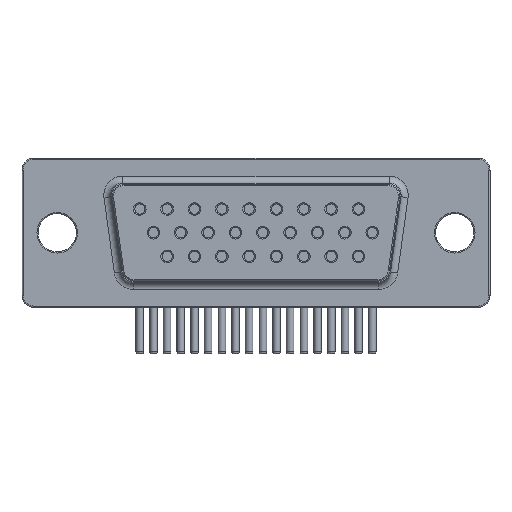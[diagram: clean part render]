
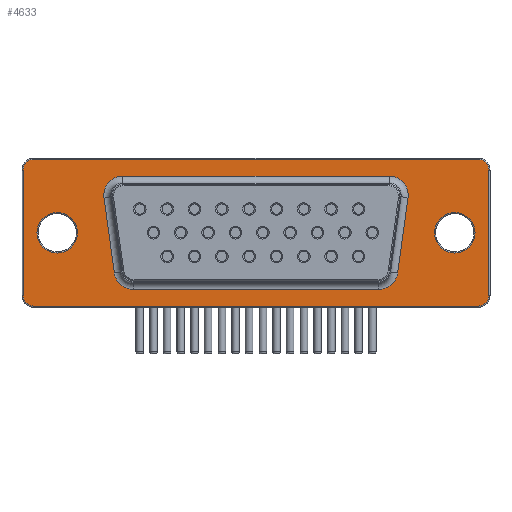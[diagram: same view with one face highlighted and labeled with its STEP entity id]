
A CAD part, front view. The second image highlights one B-rep face of the part: STEP entity #4633.
In plain terms, the highlighted planar face has unit normal (0, -1, 0).
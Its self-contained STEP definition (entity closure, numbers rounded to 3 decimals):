
#4382 = VERTEX_POINT('',#4383);
#4383 = CARTESIAN_POINT('',(10.013,-13.66,12.4));
#4390 = EDGE_CURVE('',#4382,#4391,#4393,.T.);
#4391 = VERTEX_POINT('',#4392);
#4392 = CARTESIAN_POINT('',(-27.188,-13.66,12.4));
#4393 = LINE('',#4394,#4395);
#4394 = CARTESIAN_POINT('',(10.013,-13.66,12.4));
#4395 = VECTOR('',#4396,1.);
#4396 = DIRECTION('',(-1.,0.,0.));
#4415 = VERTEX_POINT('',#4416);
#4416 = CARTESIAN_POINT('',(10.913,-13.66,11.5));
#4425 = EDGE_CURVE('',#4415,#4382,#4426,.T.);
#4426 = CIRCLE('',#4427,0.9);
#4427 = AXIS2_PLACEMENT_3D('',#4428,#4429,#4430);
#4428 = CARTESIAN_POINT('',(10.013,-13.66,11.5));
#4429 = DIRECTION('',(0.,-1.,0.));
#4430 = DIRECTION('',(1.,0.,0.));
#4443 = VERTEX_POINT('',#4444);
#4444 = CARTESIAN_POINT('',(-28.088,-13.66,11.5));
#4451 = EDGE_CURVE('',#4391,#4443,#4452,.T.);
#4452 = CIRCLE('',#4453,0.9);
#4453 = AXIS2_PLACEMENT_3D('',#4454,#4455,#4456);
#4454 = CARTESIAN_POINT('',(-27.188,-13.66,11.5));
#4455 = DIRECTION('',(0.,-1.,0.));
#4456 = DIRECTION('',(0.,0.,1.));
#4467 = VERTEX_POINT('',#4468);
#4468 = CARTESIAN_POINT('',(10.913,-13.66,1.));
#4475 = EDGE_CURVE('',#4467,#4415,#4476,.T.);
#4476 = LINE('',#4477,#4478);
#4477 = CARTESIAN_POINT('',(10.913,-13.66,1.));
#4478 = VECTOR('',#4479,1.);
#4479 = DIRECTION('',(0.,0.,1.));
#4492 = EDGE_CURVE('',#4443,#4493,#4495,.T.);
#4493 = VERTEX_POINT('',#4494);
#4494 = CARTESIAN_POINT('',(-28.088,-13.66,1.));
#4495 = LINE('',#4496,#4497);
#4496 = CARTESIAN_POINT('',(-28.088,-13.66,11.5));
#4497 = VECTOR('',#4498,1.);
#4498 = DIRECTION('',(0.,0.,-1.));
#4517 = VERTEX_POINT('',#4518);
#4518 = CARTESIAN_POINT('',(10.013,-13.66,0.1));
#4527 = EDGE_CURVE('',#4517,#4467,#4528,.T.);
#4528 = CIRCLE('',#4529,0.9);
#4529 = AXIS2_PLACEMENT_3D('',#4530,#4531,#4532);
#4530 = CARTESIAN_POINT('',(10.013,-13.66,1.));
#4531 = DIRECTION('',(0.,-1.,0.));
#4532 = DIRECTION('',(0.,0.,-1.));
#4545 = VERTEX_POINT('',#4546);
#4546 = CARTESIAN_POINT('',(-27.188,-13.66,0.1));
#4553 = EDGE_CURVE('',#4493,#4545,#4554,.T.);
#4554 = CIRCLE('',#4555,0.9);
#4555 = AXIS2_PLACEMENT_3D('',#4556,#4557,#4558);
#4556 = CARTESIAN_POINT('',(-27.188,-13.66,1.));
#4557 = DIRECTION('',(0.,-1.,0.));
#4558 = DIRECTION('',(-1.,0.,0.));
#4569 = EDGE_CURVE('',#4545,#4517,#4570,.T.);
#4570 = LINE('',#4571,#4572);
#4571 = CARTESIAN_POINT('',(-27.188,-13.66,0.1));
#4572 = VECTOR('',#4573,1.);
#4573 = DIRECTION('',(1.,0.,0.));
#4586 = VERTEX_POINT('',#4587);
#4587 = CARTESIAN_POINT('',(9.763,-13.66,6.25));
#4596 = EDGE_CURVE('',#4586,#4586,#4597,.T.);
#4597 = CIRCLE('',#4598,1.7);
#4598 = AXIS2_PLACEMENT_3D('',#4599,#4600,#4601);
#4599 = CARTESIAN_POINT('',(8.063,-13.66,6.25));
#4600 = DIRECTION('',(0.,-1.,0.));
#4601 = DIRECTION('',(1.,0.,0.));
#4612 = VERTEX_POINT('',#4613);
#4613 = CARTESIAN_POINT('',(-23.538,-13.66,6.25));
#4622 = EDGE_CURVE('',#4612,#4612,#4623,.T.);
#4623 = CIRCLE('',#4624,1.7);
#4624 = AXIS2_PLACEMENT_3D('',#4625,#4626,#4627);
#4625 = CARTESIAN_POINT('',(-25.238,-13.66,6.25));
#4626 = DIRECTION('',(0.,-1.,0.));
#4627 = DIRECTION('',(1.,0.,0.));
#4633 = ADVANCED_FACE('',(#4634,#4704,#4714,#4717),#4720,.T.);
#4634 = FACE_BOUND('',#4635,.T.);
#4635 = EDGE_LOOP('',(#4636,#4647,#4655,#4664,#4672,#4681,#4689,#4698));
#4636 = ORIENTED_EDGE('',*,*,#4637,.T.);
#4637 = EDGE_CURVE('',#4638,#4640,#4642,.T.);
#4638 = VERTEX_POINT('',#4639);
#4639 = CARTESIAN_POINT('',(2.565,-13.66,11.));
#4640 = VERTEX_POINT('',#4641);
#4641 = CARTESIAN_POINT('',(4.15,-13.66,9.181));
#4642 = CIRCLE('',#4643,1.6);
#4643 = AXIS2_PLACEMENT_3D('',#4644,#4645,#4646);
#4644 = CARTESIAN_POINT('',(2.565,-13.66,9.4));
#4645 = DIRECTION('',(0.,1.,0.));
#4646 = DIRECTION('',(0.,0.,1.));
#4647 = ORIENTED_EDGE('',*,*,#4648,.T.);
#4648 = EDGE_CURVE('',#4640,#4649,#4651,.T.);
#4649 = VERTEX_POINT('',#4650);
#4650 = CARTESIAN_POINT('',(3.281,-13.66,2.881));
#4651 = LINE('',#4652,#4653);
#4652 = CARTESIAN_POINT('',(4.15,-13.66,9.181));
#4653 = VECTOR('',#4654,1.);
#4654 = DIRECTION('',(-0.137,0.,
-0.991));
#4655 = ORIENTED_EDGE('',*,*,#4656,.T.);
#4656 = EDGE_CURVE('',#4649,#4657,#4659,.T.);
#4657 = VERTEX_POINT('',#4658);
#4658 = CARTESIAN_POINT('',(1.696,-13.66,1.5));
#4659 = CIRCLE('',#4660,1.6);
#4660 = AXIS2_PLACEMENT_3D('',#4661,#4662,#4663);
#4661 = CARTESIAN_POINT('',(1.696,-13.66,3.1));
#4662 = DIRECTION('',(0.,1.,0.));
#4663 = DIRECTION('',(0.991,0.,-0.137
));
#4664 = ORIENTED_EDGE('',*,*,#4665,.T.);
#4665 = EDGE_CURVE('',#4657,#4666,#4668,.T.);
#4666 = VERTEX_POINT('',#4667);
#4667 = CARTESIAN_POINT('',(-18.871,-13.66,1.5));
#4668 = LINE('',#4669,#4670);
#4669 = CARTESIAN_POINT('',(1.696,-13.66,1.5));
#4670 = VECTOR('',#4671,1.);
#4671 = DIRECTION('',(-1.,0.,0.));
#4672 = ORIENTED_EDGE('',*,*,#4673,.T.);
#4673 = EDGE_CURVE('',#4666,#4674,#4676,.T.);
#4674 = VERTEX_POINT('',#4675);
#4675 = CARTESIAN_POINT('',(-20.456,-13.66,2.881));
#4676 = CIRCLE('',#4677,1.6);
#4677 = AXIS2_PLACEMENT_3D('',#4678,#4679,#4680);
#4678 = CARTESIAN_POINT('',(-18.871,-13.66,3.1));
#4679 = DIRECTION('',(0.,1.,0.));
#4680 = DIRECTION('',(0.,0.,-1.));
#4681 = ORIENTED_EDGE('',*,*,#4682,.T.);
#4682 = EDGE_CURVE('',#4674,#4683,#4685,.T.);
#4683 = VERTEX_POINT('',#4684);
#4684 = CARTESIAN_POINT('',(-21.325,-13.66,9.181));
#4685 = LINE('',#4686,#4687);
#4686 = CARTESIAN_POINT('',(-20.456,-13.66,2.881));
#4687 = VECTOR('',#4688,1.);
#4688 = DIRECTION('',(-0.137,0.,0.991
));
#4689 = ORIENTED_EDGE('',*,*,#4690,.T.);
#4690 = EDGE_CURVE('',#4683,#4691,#4693,.T.);
#4691 = VERTEX_POINT('',#4692);
#4692 = CARTESIAN_POINT('',(-19.74,-13.66,11.));
#4693 = CIRCLE('',#4694,1.6);
#4694 = AXIS2_PLACEMENT_3D('',#4695,#4696,#4697);
#4695 = CARTESIAN_POINT('',(-19.74,-13.66,9.4));
#4696 = DIRECTION('',(0.,1.,0.));
#4697 = DIRECTION('',(-0.991,0.,
-0.137));
#4698 = ORIENTED_EDGE('',*,*,#4699,.T.);
#4699 = EDGE_CURVE('',#4691,#4638,#4700,.T.);
#4700 = LINE('',#4701,#4702);
#4701 = CARTESIAN_POINT('',(-19.74,-13.66,11.));
#4702 = VECTOR('',#4703,1.);
#4703 = DIRECTION('',(1.,0.,0.));
#4704 = FACE_BOUND('',#4705,.T.);
#4705 = EDGE_LOOP('',(#4706,#4707,#4708,#4709,#4710,#4711,#4712,#4713));
#4706 = ORIENTED_EDGE('',*,*,#4475,.T.);
#4707 = ORIENTED_EDGE('',*,*,#4425,.T.);
#4708 = ORIENTED_EDGE('',*,*,#4390,.T.);
#4709 = ORIENTED_EDGE('',*,*,#4451,.T.);
#4710 = ORIENTED_EDGE('',*,*,#4492,.T.);
#4711 = ORIENTED_EDGE('',*,*,#4553,.T.);
#4712 = ORIENTED_EDGE('',*,*,#4569,.T.);
#4713 = ORIENTED_EDGE('',*,*,#4527,.T.);
#4714 = FACE_BOUND('',#4715,.T.);
#4715 = EDGE_LOOP('',(#4716));
#4716 = ORIENTED_EDGE('',*,*,#4596,.F.);
#4717 = FACE_BOUND('',#4718,.T.);
#4718 = EDGE_LOOP('',(#4719));
#4719 = ORIENTED_EDGE('',*,*,#4622,.F.);
#4720 = PLANE('',#4721);
#4721 = AXIS2_PLACEMENT_3D('',#4722,#4723,#4724);
#4722 = CARTESIAN_POINT('',(-8.588,-13.66,6.25));
#4723 = DIRECTION('',(0.,-1.,0.));
#4724 = DIRECTION('',(1.,0.,0.));
